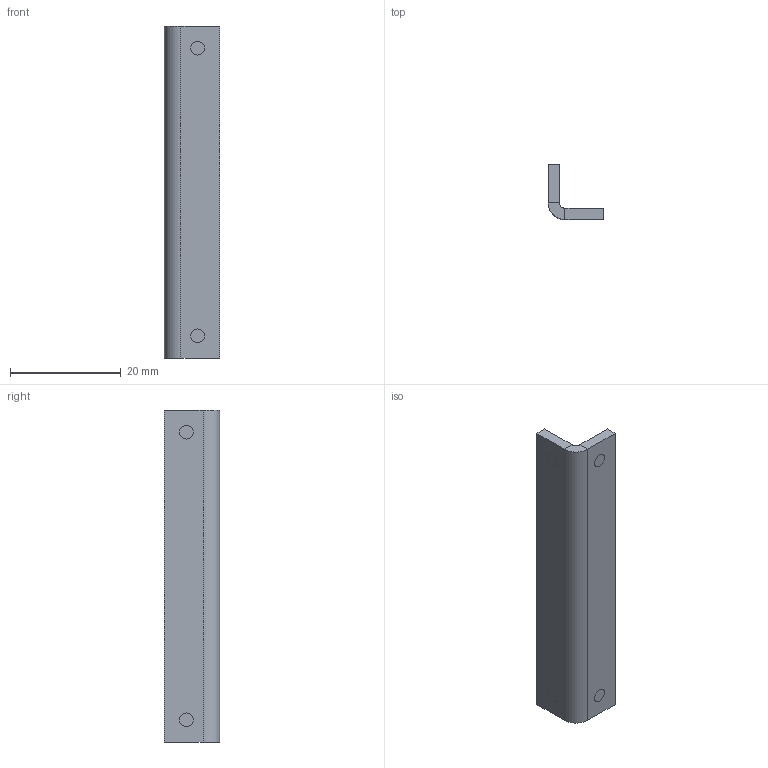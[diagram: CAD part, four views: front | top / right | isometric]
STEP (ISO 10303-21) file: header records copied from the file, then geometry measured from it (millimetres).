
FILE_DESCRIPTION(/* description */ (''),/* implementation_level */ '2;1');
FILE_NAME(/* name */ 'back-frame-top.step',/* time_stamp */ '2018-11-04T16:27:30+02:00',/* author */ ('nazarJKA8L'),/* organization */ (''),/* preprocessor_version */ 'ST-DEVELOPER v17.2',/* originating_system */ 'Autodesk Translation Framework v7.6.0.251',/* authorisation */ '');
FILE_SCHEMA (('AUTOMOTIVE_DESIGN { 1 0 10303 214 3 1 1 }'));
Length unit declared in the file: millimetre
Products named in the file (1): back-frame-top-360
Bounding box: 10 x 10 x 60 mm (x, y, z)
Volume: 4074.7 mm3; surface area: 4754.7 mm2
Topology: 2 solids, 2 shells, 32 faces, 71 edges, 43 vertices
Faces by surface type: plane 24, cylinder 8
Full cylindrical faces by diameter (mm): 2.5 x4
Entity records: 907 total; most frequent: DIRECTION 156, CARTESIAN_POINT 147, ORIENTED_EDGE 142, EDGE_CURVE 71, LINE 52, VECTOR 52, AXIS2_PLACEMENT_3D 52, VERTEX_POINT 43
